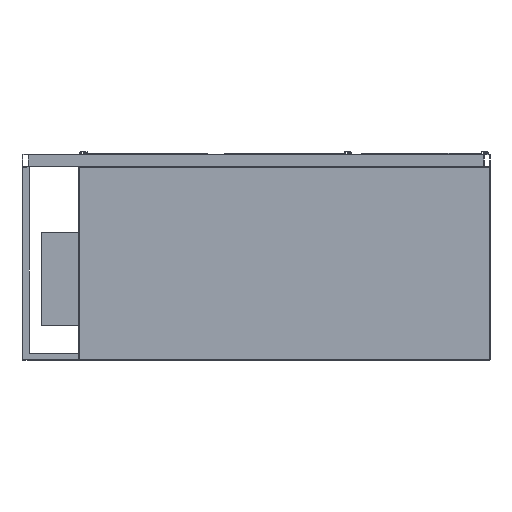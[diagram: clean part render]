
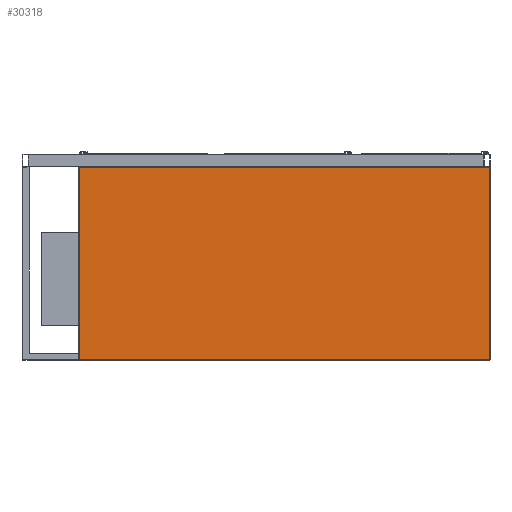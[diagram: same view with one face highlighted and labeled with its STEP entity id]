
A CAD part, front view. The second image highlights one B-rep face of the part: STEP entity #30318.
In plain terms, the highlighted planar face has unit normal (0, -1, 0).
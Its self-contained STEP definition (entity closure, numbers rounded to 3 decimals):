
#521 = EDGE_CURVE ( 'NONE', #26362, #18106, #17825, .T. ) ;
#659 = PLANE ( 'NONE',  #7755 ) ;
#2535 = ORIENTED_EDGE ( 'NONE', *, *, #33087, .T. ) ;
#3138 = VERTEX_POINT ( 'NONE', #7571 ) ;
#3393 = CARTESIAN_POINT ( 'NONE',  ( -660., -350., -42. ) ) ;
#3870 = LINE ( 'NONE', #14461, #32877 ) ;
#4402 = CARTESIAN_POINT ( 'NONE',  ( 658., -350., -42. ) ) ;
#6112 = DIRECTION ( 'NONE',  ( 0., 0., 1. ) ) ;
#6559 = ORIENTED_EDGE ( 'NONE', *, *, #11237, .T. ) ;
#7245 = EDGE_CURVE ( 'NONE', #3138, #36444, #24694, .T. ) ;
#7571 = CARTESIAN_POINT ( 'NONE',  ( -658., -350., -658. ) ) ;
#7755 = AXIS2_PLACEMENT_3D ( 'NONE', #28105, #17184, #8851 ) ;
#7939 = EDGE_LOOP ( 'NONE', ( #28002, #2535, #15938, #6559 ) ) ;
#8003 = CARTESIAN_POINT ( 'NONE',  ( -658., -350., -42. ) ) ;
#8851 = DIRECTION ( 'NONE',  ( 0., 0., -1. ) ) ;
#9307 = DIRECTION ( 'NONE',  ( 1., 0., 0. ) ) ;
#11237 = EDGE_CURVE ( 'NONE', #36444, #26362, #3870, .T. ) ;
#14461 = CARTESIAN_POINT ( 'NONE',  ( 658., -350., -660. ) ) ;
#15938 = ORIENTED_EDGE ( 'NONE', *, *, #7245, .T. ) ;
#16147 = VECTOR ( 'NONE', #23968, 1000. ) ;
#17184 = DIRECTION ( 'NONE',  ( 0., -1., 0. ) ) ;
#17825 = LINE ( 'NONE', #3393, #36168 ) ;
#18106 = VERTEX_POINT ( 'NONE', #8003 ) ;
#20311 = FACE_OUTER_BOUND ( 'NONE', #7939, .T. ) ;
#21013 = VECTOR ( 'NONE', #9307, 1000. ) ;
#21193 = CARTESIAN_POINT ( 'NONE',  ( -658., -350., -660. ) ) ;
#21732 = LINE ( 'NONE', #21193, #16147 ) ;
#22440 = CARTESIAN_POINT ( 'NONE',  ( -660., -350., -658. ) ) ;
#23968 = DIRECTION ( 'NONE',  ( 0., 0., -1. ) ) ;
#24694 = LINE ( 'NONE', #22440, #21013 ) ;
#26341 = DIRECTION ( 'NONE',  ( -1., 0., 0. ) ) ;
#26362 = VERTEX_POINT ( 'NONE', #4402 ) ;
#28002 = ORIENTED_EDGE ( 'NONE', *, *, #521, .T. ) ;
#28105 = CARTESIAN_POINT ( 'NONE',  ( -660., -350., -660. ) ) ;
#28465 = CARTESIAN_POINT ( 'NONE',  ( 658., -350., -658. ) ) ;
#30318 = ADVANCED_FACE ( 'Fl�che8', ( #20311 ), #659, .T. ) ;
#32877 = VECTOR ( 'NONE', #6112, 1000. ) ;
#33087 = EDGE_CURVE ( 'NONE', #18106, #3138, #21732, .T. ) ;
#36168 = VECTOR ( 'NONE', #26341, 1000. ) ;
#36444 = VERTEX_POINT ( 'NONE', #28465 ) ;
